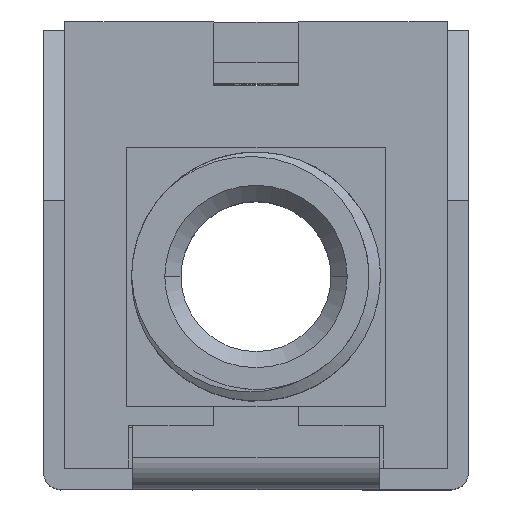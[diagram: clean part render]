
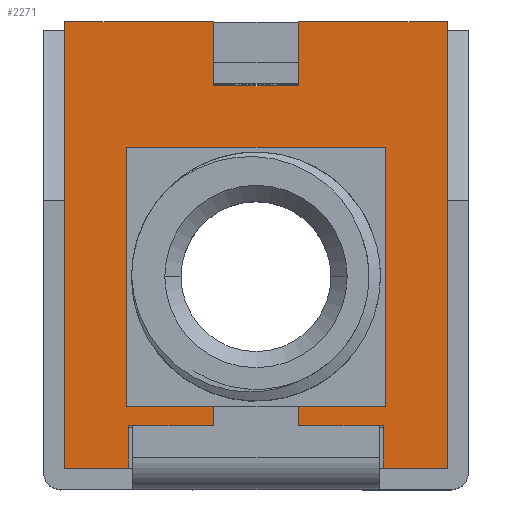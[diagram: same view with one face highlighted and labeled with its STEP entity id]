
A CAD part, top view. The second image highlights one B-rep face of the part: STEP entity #2271.
In plain terms, the highlighted planar face has unit normal (0, 0, 1).
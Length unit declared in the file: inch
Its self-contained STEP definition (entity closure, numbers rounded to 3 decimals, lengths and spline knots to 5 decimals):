
#271 = VECTOR ( 'NONE', #4515, 39.37008 ) ;
#274 = EDGE_CURVE ( 'NONE', #1940, #811, #7782, .T. ) ;
#346 = CARTESIAN_POINT ( 'NONE',  ( 0.03937, 0.17717, 0.35433 ) ) ;
#404 = VECTOR ( 'NONE', #5320, 39.37008 ) ;
#428 = VERTEX_POINT ( 'NONE', #6647 ) ;
#437 = VERTEX_POINT ( 'NONE', #5381 ) ;
#557 = VECTOR ( 'NONE', #7985, 39.37008 ) ;
#593 = CARTESIAN_POINT ( 'NONE',  ( -0.11811, -0.1378, 0.35433 ) ) ;
#595 = EDGE_CURVE ( 'NONE', #2662, #5842, #663, .T. ) ;
#651 = VECTOR ( 'NONE', #3723, 39.37008 ) ;
#663 = LINE ( 'NONE', #7488, #7763 ) ;
#760 = CARTESIAN_POINT ( 'NONE',  ( 0.03937, -0.11811, 0.35433 ) ) ;
#799 = LINE ( 'NONE', #3344, #5552 ) ;
#811 = VERTEX_POINT ( 'NONE', #6763 ) ;
#901 = LINE ( 'NONE', #5964, #5202 ) ;
#1319 = EDGE_CURVE ( 'NONE', #428, #5842, #8234, .T. ) ;
#1327 = VERTEX_POINT ( 'NONE', #6274 ) ;
#1410 = EDGE_CURVE ( 'NONE', #428, #7774, #1739, .T. ) ;
#1485 = LINE ( 'NONE', #3444, #5581 ) ;
#1524 = CARTESIAN_POINT ( 'NONE',  ( -0.03937, -0.1378, 0.35433 ) ) ;
#1551 = CARTESIAN_POINT ( 'NONE',  ( 0.03937, -0.09843, 0.35433 ) ) ;
#1560 = VERTEX_POINT ( 'NONE', #6551 ) ;
#1562 = EDGE_CURVE ( 'NONE', #7909, #7774, #1485, .T. ) ;
#1640 = CARTESIAN_POINT ( 'NONE',  ( -0.03937, -0.09843, 0.35433 ) ) ;
#1644 = VECTOR ( 'NONE', #5589, 39.37008 ) ;
#1667 = CARTESIAN_POINT ( 'NONE',  ( 0.17717, -0.17717, 0.35433 ) ) ;
#1739 = LINE ( 'NONE', #6318, #7531 ) ;
#1777 = CARTESIAN_POINT ( 'NONE',  ( 0.17717, -0.17717, 0.35433 ) ) ;
#1806 = EDGE_CURVE ( 'NONE', #3595, #7197, #4504, .T. ) ;
#1940 = VERTEX_POINT ( 'NONE', #1551 ) ;
#1968 = CARTESIAN_POINT ( 'NONE',  ( -0.03937, 0.17717, 0.35433 ) ) ;
#1969 = CARTESIAN_POINT ( 'NONE',  ( 0.07087, 0., 0.35433 ) ) ;
#1998 = ORIENTED_EDGE ( 'NONE', *, *, #3897, .F. ) ;
#2056 = ORIENTED_EDGE ( 'NONE', *, *, #7607, .F. ) ;
#2058 = DIRECTION ( 'NONE',  ( 0., 1., 0. ) ) ;
#2271 = ADVANCED_FACE ( 'NONE', ( #5334, #4083 ), #8063, .T. ) ;
#2451 = DIRECTION ( 'NONE',  ( 1., 0., 0. ) ) ;
#2578 = ORIENTED_EDGE ( 'NONE', *, *, #2877, .T. ) ;
#2587 = DIRECTION ( 'NONE',  ( 1., 0., 0. ) ) ;
#2662 = VERTEX_POINT ( 'NONE', #3008 ) ;
#2670 = VERTEX_POINT ( 'NONE', #1640 ) ;
#2728 = CARTESIAN_POINT ( 'NONE',  ( -0.03937, 0.17717, 0.35433 ) ) ;
#2736 = DIRECTION ( 'NONE',  ( 1., 0., 0. ) ) ;
#2832 = CARTESIAN_POINT ( 'NONE',  ( -0.03937, 0.23622, 0.35433 ) ) ;
#2840 = VERTEX_POINT ( 'NONE', #1969 ) ;
#2848 = DIRECTION ( 'NONE',  ( 0., 1., 0. ) ) ;
#2851 = ORIENTED_EDGE ( 'NONE', *, *, #7579, .F. ) ;
#2869 = EDGE_CURVE ( 'NONE', #7525, #2670, #3772, .T. ) ;
#2877 = EDGE_CURVE ( 'NONE', #811, #7909, #6415, .T. ) ;
#3008 = CARTESIAN_POINT ( 'NONE',  ( 0.03937, 0.23622, 0.35433 ) ) ;
#3071 = VECTOR ( 'NONE', #6535, 39.37008 ) ;
#3222 = AXIS2_PLACEMENT_3D ( 'NONE', #4729, #5285, #2736 ) ;
#3242 = CARTESIAN_POINT ( 'NONE',  ( -0.07087, 0., 0.35433 ) ) ;
#3265 = ORIENTED_EDGE ( 'NONE', *, *, #1410, .F. ) ;
#3344 = CARTESIAN_POINT ( 'NONE',  ( -0.11811, -0.1378, 0.35433 ) ) ;
#3444 = CARTESIAN_POINT ( 'NONE',  ( 0.11811, -0.1378, 0.35433 ) ) ;
#3530 = LINE ( 'NONE', #346, #404 ) ;
#3585 = VECTOR ( 'NONE', #2587, 39.37008 ) ;
#3590 = ORIENTED_EDGE ( 'NONE', *, *, #1806, .F. ) ;
#3595 = VERTEX_POINT ( 'NONE', #6463 ) ;
#3641 = EDGE_CURVE ( 'NONE', #1560, #7197, #5994, .T. ) ;
#3701 = LINE ( 'NONE', #1777, #3753 ) ;
#3723 = DIRECTION ( 'NONE',  ( 1., 0., 0. ) ) ;
#3753 = VECTOR ( 'NONE', #4319, 39.37008 ) ;
#3772 = LINE ( 'NONE', #6864, #7158 ) ;
#3871 = CARTESIAN_POINT ( 'NONE',  ( -0.11811, -0.1378, 0.35433 ) ) ;
#3897 = EDGE_CURVE ( 'NONE', #1560, #5275, #7035, .T. ) ;
#4004 = ORIENTED_EDGE ( 'NONE', *, *, #5091, .F. ) ;
#4057 = ORIENTED_EDGE ( 'NONE', *, *, #274, .T. ) ;
#4083 = FACE_BOUND ( 'NONE', #4703, .T. ) ;
#4103 = DIRECTION ( 'NONE',  ( 0., -1., 0. ) ) ;
#4112 = ORIENTED_EDGE ( 'NONE', *, *, #6988, .T. ) ;
#4287 = DIRECTION ( 'NONE',  ( -1., 0., 0. ) ) ;
#4291 = ORIENTED_EDGE ( 'NONE', *, *, #2869, .T. ) ;
#4303 = ORIENTED_EDGE ( 'NONE', *, *, #4354, .T. ) ;
#4309 = CARTESIAN_POINT ( 'NONE',  ( -0.11811, -0.1378, 0.35433 ) ) ;
#4319 = DIRECTION ( 'NONE',  ( -1., 0., 0. ) ) ;
#4324 = DIRECTION ( 'NONE',  ( 0., 0., -1. ) ) ;
#4354 = EDGE_CURVE ( 'NONE', #6478, #2840, #6824, .T. ) ;
#4504 = LINE ( 'NONE', #7062, #3585 ) ;
#4515 = DIRECTION ( 'NONE',  ( 1., 0., 0. ) ) ;
#4618 = VECTOR ( 'NONE', #2058, 39.37008 ) ;
#4703 = EDGE_LOOP ( 'NONE', ( #4112, #4303 ) ) ;
#4724 = ORIENTED_EDGE ( 'NONE', *, *, #3641, .T. ) ;
#4729 = CARTESIAN_POINT ( 'NONE',  ( 0., 0., 0.35433 ) ) ;
#4874 = DIRECTION ( 'NONE',  ( 1., 0., 0. ) ) ;
#5008 = CARTESIAN_POINT ( 'NONE',  ( 0.17717, 0.23622, 0.35433 ) ) ;
#5039 = CARTESIAN_POINT ( 'NONE',  ( 0.17717, -0.17717, 0.35433 ) ) ;
#5091 = EDGE_CURVE ( 'NONE', #1327, #437, #3701, .T. ) ;
#5202 = VECTOR ( 'NONE', #2848, 39.37008 ) ;
#5222 = ORIENTED_EDGE ( 'NONE', *, *, #1319, .T. ) ;
#5273 = CARTESIAN_POINT ( 'NONE',  ( 0.11811, -0.1378, 0.35433 ) ) ;
#5275 = VERTEX_POINT ( 'NONE', #7434 ) ;
#5285 = DIRECTION ( 'NONE',  ( 0., 0., -1. ) ) ;
#5320 = DIRECTION ( 'NONE',  ( 0., 1., 0. ) ) ;
#5334 = FACE_OUTER_BOUND ( 'NONE', #7412, .T. ) ;
#5381 = CARTESIAN_POINT ( 'NONE',  ( -0.17717, -0.17717, 0.35433 ) ) ;
#5509 = ORIENTED_EDGE ( 'NONE', *, *, #7788, .F. ) ;
#5552 = VECTOR ( 'NONE', #7190, 39.37008 ) ;
#5581 = VECTOR ( 'NONE', #4103, 39.37008 ) ;
#5589 = DIRECTION ( 'NONE',  ( 0., 1., 0. ) ) ;
#5643 = EDGE_CURVE ( 'NONE', #2670, #1940, #8152, .T. ) ;
#5654 = ORIENTED_EDGE ( 'NONE', *, *, #595, .F. ) ;
#5842 = VERTEX_POINT ( 'NONE', #5008 ) ;
#5964 = CARTESIAN_POINT ( 'NONE',  ( -0.17717, -0.17717, 0.35433 ) ) ;
#5980 = EDGE_CURVE ( 'NONE', #7121, #7525, #799, .T. ) ;
#5994 = LINE ( 'NONE', #2728, #4618 ) ;
#6072 = CARTESIAN_POINT ( 'NONE',  ( -0.03937, -0.09843, 0.35433 ) ) ;
#6274 = CARTESIAN_POINT ( 'NONE',  ( -0.11811, -0.17717, 0.35433 ) ) ;
#6308 = AXIS2_PLACEMENT_3D ( 'NONE', #7526, #4324, #2451 ) ;
#6318 = CARTESIAN_POINT ( 'NONE',  ( 0.17717, -0.17717, 0.35433 ) ) ;
#6332 = DIRECTION ( 'NONE',  ( 0., 1., 0. ) ) ;
#6337 = LINE ( 'NONE', #4309, #8040 ) ;
#6395 = ORIENTED_EDGE ( 'NONE', *, *, #5643, .T. ) ;
#6415 = LINE ( 'NONE', #593, #651 ) ;
#6425 = ORIENTED_EDGE ( 'NONE', *, *, #5980, .T. ) ;
#6463 = CARTESIAN_POINT ( 'NONE',  ( -0.17717, 0.23622, 0.35433 ) ) ;
#6478 = VERTEX_POINT ( 'NONE', #3242 ) ;
#6535 = DIRECTION ( 'NONE',  ( 0., -1., 0. ) ) ;
#6551 = CARTESIAN_POINT ( 'NONE',  ( -0.03937, 0.17717, 0.35433 ) ) ;
#6647 = CARTESIAN_POINT ( 'NONE',  ( 0.17717, -0.17717, 0.35433 ) ) ;
#6763 = CARTESIAN_POINT ( 'NONE',  ( 0.03937, -0.1378, 0.35433 ) ) ;
#6773 = DIRECTION ( 'NONE',  ( 0., 0., 1. ) ) ;
#6824 = CIRCLE ( 'NONE', #3222, 0.07087 ) ;
#6864 = CARTESIAN_POINT ( 'NONE',  ( -0.03937, -0.1378, 0.35433 ) ) ;
#6898 = DIRECTION ( 'NONE',  ( 1., 0., 0. ) ) ;
#6988 = EDGE_CURVE ( 'NONE', #2840, #6478, #7108, .T. ) ;
#7003 = DIRECTION ( 'NONE',  ( 0., -1., 0. ) ) ;
#7035 = LINE ( 'NONE', #1968, #271 ) ;
#7043 = AXIS2_PLACEMENT_3D ( 'NONE', #1667, #6773, #4874 ) ;
#7062 = CARTESIAN_POINT ( 'NONE',  ( -0.03937, 0.23622, 0.35433 ) ) ;
#7108 = CIRCLE ( 'NONE', #6308, 0.07087 ) ;
#7121 = VERTEX_POINT ( 'NONE', #3871 ) ;
#7158 = VECTOR ( 'NONE', #6332, 39.37008 ) ;
#7190 = DIRECTION ( 'NONE',  ( 1., 0., 0. ) ) ;
#7197 = VERTEX_POINT ( 'NONE', #2832 ) ;
#7412 = EDGE_LOOP ( 'NONE', ( #4291, #6395, #4057, #2578, #8037, #3265, #5222, #5654, #2056, #1998, #4724, #3590, #2851, #4004, #5509, #6425 ) ) ;
#7434 = CARTESIAN_POINT ( 'NONE',  ( 0.03937, 0.17717, 0.35433 ) ) ;
#7488 = CARTESIAN_POINT ( 'NONE',  ( 0.17717, 0.23622, 0.35433 ) ) ;
#7525 = VERTEX_POINT ( 'NONE', #1524 ) ;
#7526 = CARTESIAN_POINT ( 'NONE',  ( 0., 0., 0.35433 ) ) ;
#7531 = VECTOR ( 'NONE', #4287, 39.37008 ) ;
#7579 = EDGE_CURVE ( 'NONE', #437, #3595, #901, .T. ) ;
#7607 = EDGE_CURVE ( 'NONE', #5275, #2662, #3530, .T. ) ;
#7763 = VECTOR ( 'NONE', #6898, 39.37008 ) ;
#7774 = VERTEX_POINT ( 'NONE', #8254 ) ;
#7782 = LINE ( 'NONE', #760, #3071 ) ;
#7788 = EDGE_CURVE ( 'NONE', #7121, #1327, #6337, .T. ) ;
#7909 = VERTEX_POINT ( 'NONE', #5273 ) ;
#7985 = DIRECTION ( 'NONE',  ( 1., 0., 0. ) ) ;
#8037 = ORIENTED_EDGE ( 'NONE', *, *, #1562, .T. ) ;
#8040 = VECTOR ( 'NONE', #7003, 39.37008 ) ;
#8063 = PLANE ( 'NONE',  #7043 ) ;
#8152 = LINE ( 'NONE', #6072, #557 ) ;
#8234 = LINE ( 'NONE', #5039, #1644 ) ;
#8254 = CARTESIAN_POINT ( 'NONE',  ( 0.11811, -0.17717, 0.35433 ) ) ;
